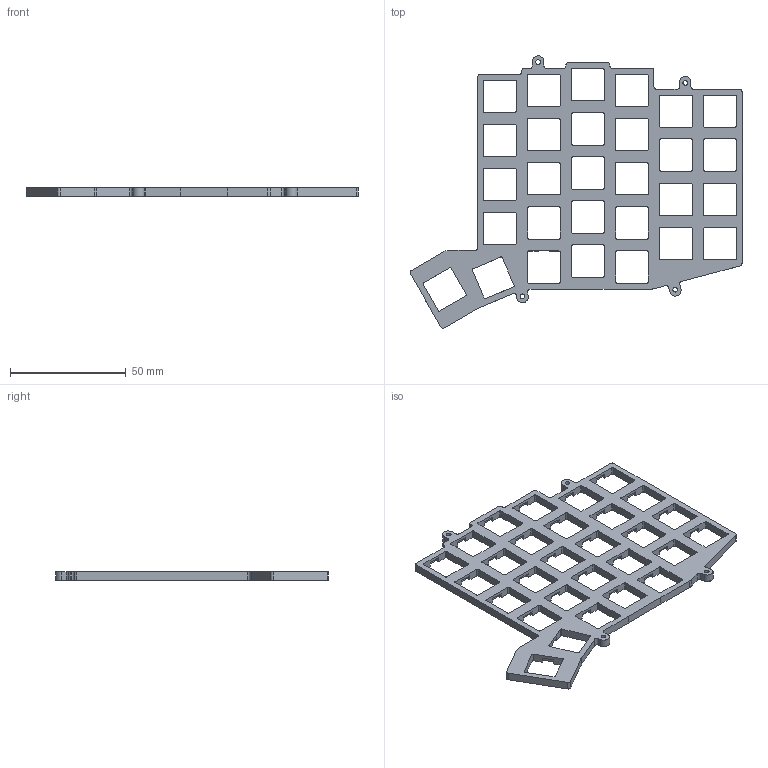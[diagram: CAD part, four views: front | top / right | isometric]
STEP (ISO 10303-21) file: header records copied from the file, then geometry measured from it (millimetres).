
FILE_DESCRIPTION(/* description */ (''),/* implementation_level */ '2;1');
FILE_NAME(/* name */ 'plate_right.step',/* time_stamp */ '2022-08-17T10:42:08+02:00',/* author */ (''),/* organization */ (''),/* preprocessor_version */ 'ST-DEVELOPER v19',/* originating_system */ 'Autodesk Translation Framework v11.7.0.108',/* authorisation */ '');
FILE_SCHEMA (('AUTOMOTIVE_DESIGN { 1 0 10303 214 3 1 1 }'));
Length unit declared in the file: millimetre
Products named in the file (1): plate_right
Bounding box: 143.37 x 117.72 x 3.5 mm (x, y, z)
Volume: 18346.4 mm3; surface area: 18824.1 mm2
Topology: 1 solids, 1 shells, 534 faces, 1596 edges, 1064 vertices
Faces by surface type: plane 381, cylinder 149, cone 4
Full cylindrical faces by diameter (mm): 2 x4
Entity records: 18051 total; most frequent: CARTESIAN_POINT 3195, ORIENTED_EDGE 3192, DIRECTION 2972, EDGE_CURVE 1596, LINE 1290, VECTOR 1290, VERTEX_POINT 1064, AXIS2_PLACEMENT_3D 841
